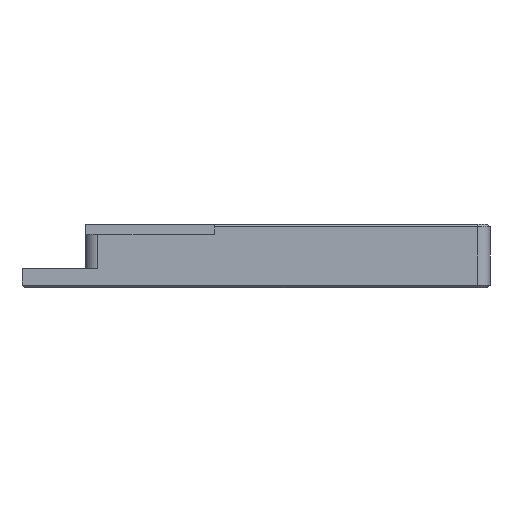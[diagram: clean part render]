
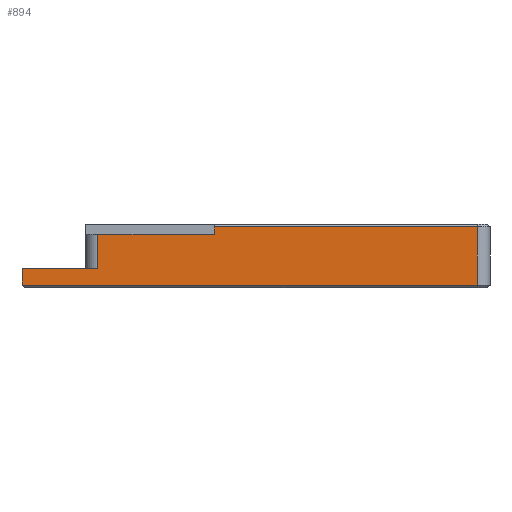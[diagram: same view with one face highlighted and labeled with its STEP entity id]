
A CAD part, left-side view. The second image highlights one B-rep face of the part: STEP entity #894.
In plain terms, the highlighted planar face has unit normal (-1, 0, 0).
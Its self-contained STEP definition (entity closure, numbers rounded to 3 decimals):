
#60 = CARTESIAN_POINT ( 'NONE',  ( -90., -18.5, 0.2 ) ) ;
#79 = ORIENTED_EDGE ( 'NONE', *, *, #1082, .T. ) ;
#98 = ORIENTED_EDGE ( 'NONE', *, *, #258, .T. ) ;
#111 = ORIENTED_EDGE ( 'NONE', *, *, #1815, .F. ) ;
#130 = CARTESIAN_POINT ( 'NONE',  ( -90., 3.3, 4.8 ) ) ;
#137 = VECTOR ( 'NONE', #1934, 1000. ) ;
#205 = VERTEX_POINT ( 'NONE', #696 ) ;
#258 = EDGE_CURVE ( 'NONE', #776, #1611, #1119, .T. ) ;
#315 = EDGE_CURVE ( 'NONE', #349, #639, #1730, .T. ) ;
#345 = CARTESIAN_POINT ( 'NONE',  ( -90., 13.5, 4.2 ) ) ;
#347 = EDGE_CURVE ( 'NONE', #205, #776, #411, .T. ) ;
#349 = VERTEX_POINT ( 'NONE', #1041 ) ;
#355 = DIRECTION ( 'NONE',  ( 0., -1., 0. ) ) ;
#364 = ORIENTED_EDGE ( 'NONE', *, *, #347, .T. ) ;
#383 = ORIENTED_EDGE ( 'NONE', *, *, #1520, .T. ) ;
#408 = ORIENTED_EDGE ( 'NONE', *, *, #1589, .T. ) ;
#411 = LINE ( 'NONE', #1063, #750 ) ;
#412 = CARTESIAN_POINT ( 'NONE',  ( -90., -17.5, 0.2 ) ) ;
#433 = VECTOR ( 'NONE', #729, 1000. ) ;
#493 = VECTOR ( 'NONE', #1471, 1000. ) ;
#531 = LINE ( 'NONE', #708, #493 ) ;
#574 = VERTEX_POINT ( 'NONE', #1985 ) ;
#609 = LINE ( 'NONE', #1190, #433 ) ;
#639 = VERTEX_POINT ( 'NONE', #1029 ) ;
#696 = CARTESIAN_POINT ( 'NONE',  ( -90., 18.5, 1.5 ) ) ;
#708 = CARTESIAN_POINT ( 'NONE',  ( -90., 3.3, 4.8 ) ) ;
#729 = DIRECTION ( 'NONE',  ( 0., -1., 0. ) ) ;
#749 = DIRECTION ( 'NONE',  ( 0., -1., 0. ) ) ;
#750 = VECTOR ( 'NONE', #1351, 1000. ) ;
#776 = VERTEX_POINT ( 'NONE', #837 ) ;
#778 = DIRECTION ( 'NONE',  ( 0., 0., 1. ) ) ;
#837 = CARTESIAN_POINT ( 'NONE',  ( -90., 18.5, 0.2 ) ) ;
#893 = VECTOR ( 'NONE', #778, 1000. ) ;
#894 = ADVANCED_FACE ( 'NONE', ( #1237 ), #1850, .F. ) ;
#920 = CARTESIAN_POINT ( 'NONE',  ( -90., -18.5, 5. ) ) ;
#1002 = LINE ( 'NONE', #1787, #137 ) ;
#1029 = CARTESIAN_POINT ( 'NONE',  ( -90., 3.3, 4.2 ) ) ;
#1032 = LINE ( 'NONE', #1952, #1425 ) ;
#1041 = CARTESIAN_POINT ( 'NONE',  ( -90., 12.5, 4.2 ) ) ;
#1063 = CARTESIAN_POINT ( 'NONE',  ( -90., 18.5, 5. ) ) ;
#1069 = LINE ( 'NONE', #1685, #893 ) ;
#1082 = EDGE_CURVE ( 'NONE', #1611, #574, #1002, .T. ) ;
#1119 = LINE ( 'NONE', #60, #1810 ) ;
#1190 = CARTESIAN_POINT ( 'NONE',  ( -90., 18.5, 1.5 ) ) ;
#1220 = CARTESIAN_POINT ( 'NONE',  ( -90., 12.5, 1.5 ) ) ;
#1223 = VERTEX_POINT ( 'NONE', #130 ) ;
#1237 = FACE_OUTER_BOUND ( 'NONE', #1794, .T. ) ;
#1331 = DIRECTION ( 'NONE',  ( 0., 0., -1. ) ) ;
#1351 = DIRECTION ( 'NONE',  ( 0., 0., -1. ) ) ;
#1359 = VECTOR ( 'NONE', #749, 1000. ) ;
#1425 = VECTOR ( 'NONE', #1331, 1000. ) ;
#1471 = DIRECTION ( 'NONE',  ( 0., 1., 0. ) ) ;
#1520 = EDGE_CURVE ( 'NONE', #574, #1223, #531, .T. ) ;
#1524 = AXIS2_PLACEMENT_3D ( 'NONE', #920, #1822, #1532 ) ;
#1532 = DIRECTION ( 'NONE',  ( 0., 1., 0. ) ) ;
#1589 = EDGE_CURVE ( 'NONE', #349, #1864, #1032, .T. ) ;
#1607 = ORIENTED_EDGE ( 'NONE', *, *, #1917, .F. ) ;
#1611 = VERTEX_POINT ( 'NONE', #412 ) ;
#1661 = ORIENTED_EDGE ( 'NONE', *, *, #315, .F. ) ;
#1685 = CARTESIAN_POINT ( 'NONE',  ( -90., 3.3, 4.2 ) ) ;
#1730 = LINE ( 'NONE', #345, #1359 ) ;
#1787 = CARTESIAN_POINT ( 'NONE',  ( -90., -17.5, 5. ) ) ;
#1794 = EDGE_LOOP ( 'NONE', ( #364, #98, #79, #383, #1607, #1661, #408, #111 ) ) ;
#1810 = VECTOR ( 'NONE', #355, 1000. ) ;
#1815 = EDGE_CURVE ( 'NONE', #205, #1864, #609, .T. ) ;
#1822 = DIRECTION ( 'NONE',  ( 1., 0., 0. ) ) ;
#1850 = PLANE ( 'NONE',  #1524 ) ;
#1864 = VERTEX_POINT ( 'NONE', #1220 ) ;
#1917 = EDGE_CURVE ( 'NONE', #639, #1223, #1069, .T. ) ;
#1934 = DIRECTION ( 'NONE',  ( 0., 0., 1. ) ) ;
#1952 = CARTESIAN_POINT ( 'NONE',  ( -90., 12.5, 5. ) ) ;
#1985 = CARTESIAN_POINT ( 'NONE',  ( -90., -17.5, 4.8 ) ) ;
